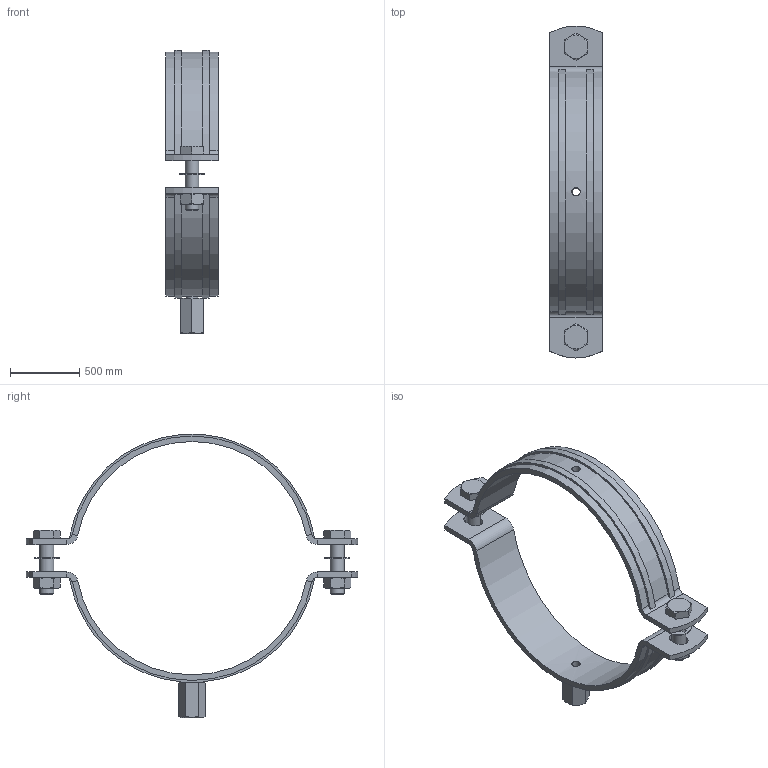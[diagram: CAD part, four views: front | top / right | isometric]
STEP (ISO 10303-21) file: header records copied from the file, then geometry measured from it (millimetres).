
FILE_DESCRIPTION(/* description */ (''),/* implementation_level */ '2;1');
FILE_NAME(/* name */ '00977.168X_3D.stp',/* time_stamp */ '2025-05-22T11:59:18+02:00',/* author */ ('N.Hausmann'),/* organization */ (''),/* preprocessor_version */ 'ST-DEVELOPER v20',/* originating_system */ 'AutoCAD Mechanical',/* authorisation */ '');
FILE_SCHEMA (('AUTOMOTIVE_DESIGN { 1 0 10303 214 3 1 1 }'));
Length unit declared in the file: centimetre
Products named in the file (2): Product; *S1
Assembly tree (1 placements, depth 2):
  Product
    *S1
Bounding box: 380 x 2404.36 x 2051.9 mm (x, y, z)
Volume: 116789957.9 mm3; surface area: 6501267.5 mm2
Topology: 9 solids, 9 shells, 196 faces, 467 edges, 293 vertices
Faces by surface type: plane 108, cylinder 60, cone 26, torus 2
Full cylindrical faces by diameter (mm): 60 x2, 85 x3, 100 x2, 102 x1, 156 x2, 180 x2
Entity records: 5916 total; most frequent: CARTESIAN_POINT 1339, DIRECTION 968, ORIENTED_EDGE 934, EDGE_CURVE 467, AXIS2_PLACEMENT_3D 366, VERTEX_POINT 293, LINE 236, VECTOR 236
